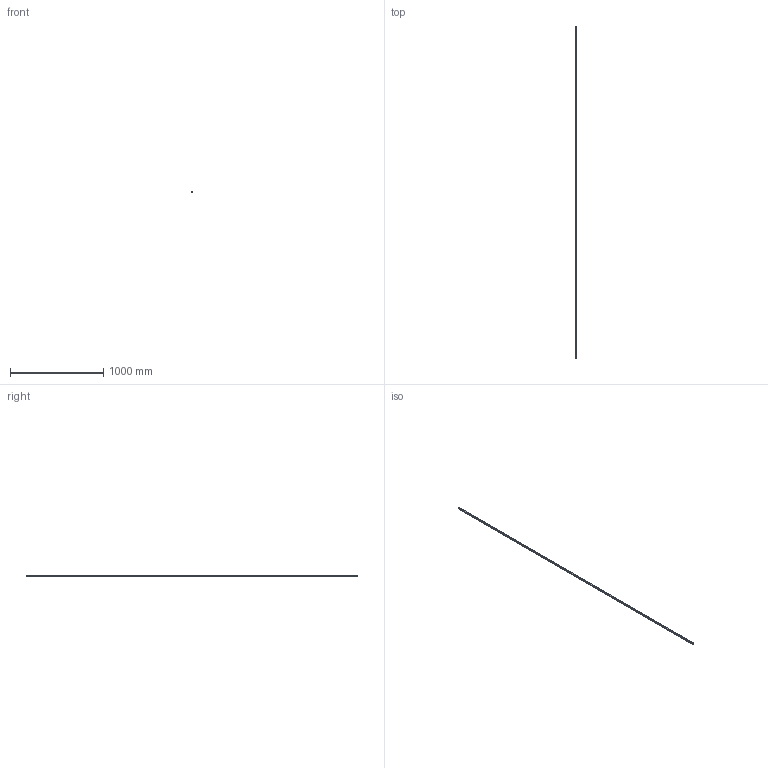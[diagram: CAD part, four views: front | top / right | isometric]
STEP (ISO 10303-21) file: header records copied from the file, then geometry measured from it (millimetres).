
FILE_DESCRIPTION(('STEP AP214'),'1');
FILE_NAME('cctmp_61F5121C-892F-4BDC-9B80-01B4C218F94D_2021_02_02_11_56_41_0749..stp','2021-02-02T10:56:42',('HIWIN GmbH'),('CADClick - www.CADClick.com'),'Spatial InterOp 3D',' ','unknown authorization');
FILE_SCHEMA(('AUTOMOTIVE_DESIGN'));
Length unit declared in the file: millimetre
Products named in the file (1): EGR15U3560C_FILE
Bounding box: 15 x 3560 x 12.5 mm (x, y, z)
Volume: 566896.7 mm3; surface area: 216900.2 mm2
Topology: 1 solids, 1 shells, 703 faces, 1731 edges, 1154 vertices
Faces by surface type: cylinder 378, plane 325
Entity records: 26949 total; most frequent: DIRECTION 4135, CARTESIAN_POINT 3589, ORIENTED_EDGE 3462, EDGE_CURVE 1731, AXIS2_PLACEMENT_3D 1700, VERTEX_POINT 1154, EDGE_LOOP 827, CIRCLE 756
